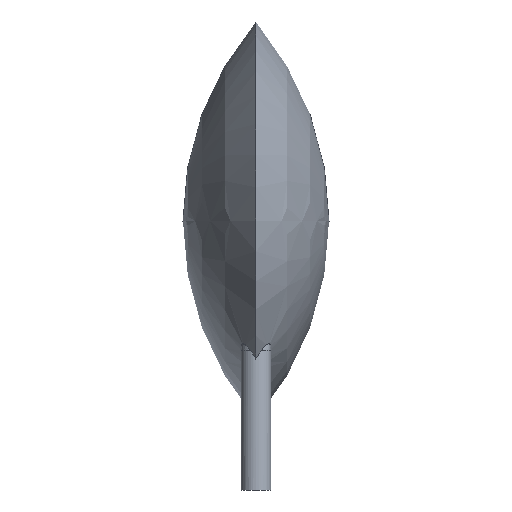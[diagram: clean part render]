
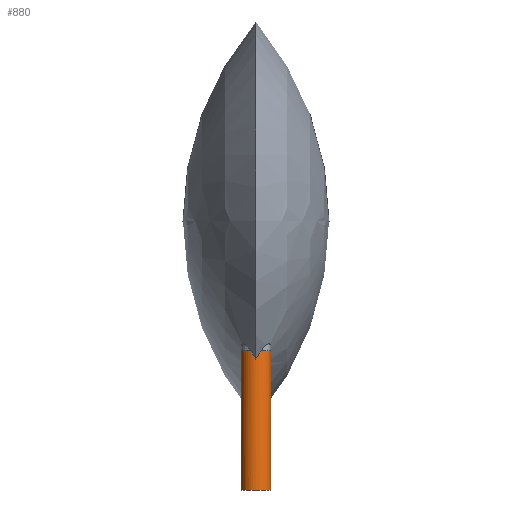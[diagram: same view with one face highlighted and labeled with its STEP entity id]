
A CAD part, left-side view. The second image highlights one B-rep face of the part: STEP entity #880.
In plain terms, the highlighted cylindrical face has radius 0.45 mm (diameter 0.9 mm), a full revolution.
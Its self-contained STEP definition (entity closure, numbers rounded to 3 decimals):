
#346 = VERTEX_POINT('',#347);
#347 = CARTESIAN_POINT('',(-3.425,0.,1.174));
#354 = EDGE_CURVE('',#346,#355,#357,.T.);
#355 = VERTEX_POINT('',#356);
#356 = CARTESIAN_POINT('',(-3.787,0.441,2.2));
#357 = B_SPLINE_CURVE_WITH_KNOTS('',8,(#358,#359,#360,#361,#362,#363,
#364,#365,#366,#367,#368,#369,#370,#371,#372,#373,#374,#375,#376,
#377,#378,#379,#380),.UNSPECIFIED.,.F.,.F.,(9,7,7,9),(0.,
0.493,0.751,1.),.UNSPECIFIED.);
#358 = CARTESIAN_POINT('',(-3.425,0.,1.174));
#359 = CARTESIAN_POINT('',(-3.425,0.041,1.233));
#360 = CARTESIAN_POINT('',(-3.429,0.081,
1.295));
#361 = CARTESIAN_POINT('',(-3.438,0.12,1.358
));
#362 = CARTESIAN_POINT('',(-3.449,0.156,1.422
));
#363 = CARTESIAN_POINT('',(-3.464,0.191,1.487
));
#364 = CARTESIAN_POINT('',(-3.481,0.223,1.553
));
#365 = CARTESIAN_POINT('',(-3.502,0.254,1.618)
);
#366 = CARTESIAN_POINT('',(-3.536,0.297,1.718
));
#367 = CARTESIAN_POINT('',(-3.549,0.311,1.752)
);
#368 = CARTESIAN_POINT('',(-3.562,0.325,1.787
));
#369 = CARTESIAN_POINT('',(-3.576,0.338,1.821
));
#370 = CARTESIAN_POINT('',(-3.591,0.35,1.855
));
#371 = CARTESIAN_POINT('',(-3.607,0.362,1.889
));
#372 = CARTESIAN_POINT('',(-3.623,0.373,1.922)
);
#373 = CARTESIAN_POINT('',(-3.656,0.393,1.987)
);
#374 = CARTESIAN_POINT('',(-3.672,0.403,2.019
));
#375 = CARTESIAN_POINT('',(-3.69,0.411,2.051
));
#376 = CARTESIAN_POINT('',(-3.708,0.419,2.082
));
#377 = CARTESIAN_POINT('',(-3.727,0.426,2.112
));
#378 = CARTESIAN_POINT('',(-3.746,0.432,2.142)
);
#379 = CARTESIAN_POINT('',(-3.766,0.437,2.171)
);
#380 = CARTESIAN_POINT('',(-3.787,0.441,2.2));
#383 = VERTEX_POINT('',#384);
#384 = CARTESIAN_POINT('',(-4.294,0.164,2.2));
#509 = EDGE_CURVE('',#383,#510,#512,.T.);
#510 = VERTEX_POINT('',#511);
#511 = CARTESIAN_POINT('',(-4.325,0.,1.941));
#512 = B_SPLINE_CURVE_WITH_KNOTS('',7,(#513,#514,#515,#516,#517,#518,
#519,#520),.UNSPECIFIED.,.F.,.F.,(8,8),(0.,1.),
.PIECEWISE_BEZIER_KNOTS.);
#513 = CARTESIAN_POINT('',(-4.294,0.164,2.2));
#514 = CARTESIAN_POINT('',(-4.302,0.143,2.17
));
#515 = CARTESIAN_POINT('',(-4.31,0.121,2.137)
);
#516 = CARTESIAN_POINT('',(-4.316,0.098,
2.102));
#517 = CARTESIAN_POINT('',(-4.32,0.074,
2.064));
#518 = CARTESIAN_POINT('',(-4.323,0.049,
2.024));
#519 = CARTESIAN_POINT('',(-4.325,0.024,1.983));
#520 = CARTESIAN_POINT('',(-4.325,0.,1.941));
#547 = EDGE_CURVE('',#510,#548,#550,.T.);
#548 = VERTEX_POINT('',#549);
#549 = CARTESIAN_POINT('',(-4.294,-0.164,2.2));
#550 = B_SPLINE_CURVE_WITH_KNOTS('',7,(#551,#552,#553,#554,#555,#556,
#557,#558),.UNSPECIFIED.,.F.,.F.,(8,8),(0.,1.),
.PIECEWISE_BEZIER_KNOTS.);
#551 = CARTESIAN_POINT('',(-4.325,0.,1.941));
#552 = CARTESIAN_POINT('',(-4.325,-0.024,1.983));
#553 = CARTESIAN_POINT('',(-4.323,-0.049,
2.024));
#554 = CARTESIAN_POINT('',(-4.32,-0.074,
2.064));
#555 = CARTESIAN_POINT('',(-4.316,-0.098,
2.102));
#556 = CARTESIAN_POINT('',(-4.31,-0.121,
2.137));
#557 = CARTESIAN_POINT('',(-4.302,-0.143,
2.17));
#558 = CARTESIAN_POINT('',(-4.294,-0.164,2.2));
#653 = VERTEX_POINT('',#654);
#654 = CARTESIAN_POINT('',(-3.787,-0.441,2.2));
#694 = EDGE_CURVE('',#653,#346,#695,.T.);
#695 = B_SPLINE_CURVE_WITH_KNOTS('',7,(#696,#697,#698,#699,#700,#701,
#702,#703,#704,#705,#706,#707,#708,#709,#710,#711,#712,#713,#714,
#715),.UNSPECIFIED.,.F.,.F.,(8,6,6,8),(0.,0.249,
0.618,1.),.UNSPECIFIED.);
#696 = CARTESIAN_POINT('',(-3.787,-0.441,2.2));
#697 = CARTESIAN_POINT('',(-3.763,-0.437,
2.167));
#698 = CARTESIAN_POINT('',(-3.74,-0.43,2.134
));
#699 = CARTESIAN_POINT('',(-3.718,-0.423,
2.099));
#700 = CARTESIAN_POINT('',(-3.697,-0.415,
2.064));
#701 = CARTESIAN_POINT('',(-3.677,-0.405,
2.028));
#702 = CARTESIAN_POINT('',(-3.658,-0.395,
1.992));
#703 = CARTESIAN_POINT('',(-3.612,-0.367,
1.901));
#704 = CARTESIAN_POINT('',(-3.586,-0.348,
1.846));
#705 = CARTESIAN_POINT('',(-3.563,-0.327,1.79
));
#706 = CARTESIAN_POINT('',(-3.541,-0.305,
1.734));
#707 = CARTESIAN_POINT('',(-3.521,-0.281,1.678
));
#708 = CARTESIAN_POINT('',(-3.503,-0.255,1.622)
);
#709 = CARTESIAN_POINT('',(-3.471,-0.2,1.508
));
#710 = CARTESIAN_POINT('',(-3.456,-0.17,
1.45));
#711 = CARTESIAN_POINT('',(-3.444,-0.139,1.393
));
#712 = CARTESIAN_POINT('',(-3.435,-0.106,
1.337));
#713 = CARTESIAN_POINT('',(-3.428,-0.072,
1.281));
#714 = CARTESIAN_POINT('',(-3.425,-0.037,1.226));
#715 = CARTESIAN_POINT('',(-3.425,0.,1.174));
#880 = ADVANCED_FACE('',(#881),#926,.T.);
#881 = FACE_BOUND('',#882,.F.);
#882 = EDGE_LOOP('',(#883,#892,#900,#907,#908,#909,#916,#917,#918,#925)
);
#883 = ORIENTED_EDGE('',*,*,#884,.F.);
#884 = EDGE_CURVE('',#885,#885,#887,.T.);
#885 = VERTEX_POINT('',#886);
#886 = CARTESIAN_POINT('',(-3.875,-0.45,-2.));
#887 = CIRCLE('',#888,0.45);
#888 = AXIS2_PLACEMENT_3D('',#889,#890,#891);
#889 = CARTESIAN_POINT('',(-3.875,0.,-2.));
#890 = DIRECTION('',(-0.,0.,1.));
#891 = DIRECTION('',(0.,-1.,0.));
#892 = ORIENTED_EDGE('',*,*,#893,.T.);
#893 = EDGE_CURVE('',#885,#894,#896,.T.);
#894 = VERTEX_POINT('',#895);
#895 = CARTESIAN_POINT('',(-3.875,-0.45,2.2));
#896 = LINE('',#897,#898);
#897 = CARTESIAN_POINT('',(-3.875,-0.45,-2.));
#898 = VECTOR('',#899,1.);
#899 = DIRECTION('',(0.,0.,1.));
#900 = ORIENTED_EDGE('',*,*,#901,.T.);
#901 = EDGE_CURVE('',#894,#653,#902,.T.);
#902 = CIRCLE('',#903,0.45);
#903 = AXIS2_PLACEMENT_3D('',#904,#905,#906);
#904 = CARTESIAN_POINT('',(-3.875,0.,2.2));
#905 = DIRECTION('',(-0.,0.,1.));
#906 = DIRECTION('',(0.,-1.,0.));
#907 = ORIENTED_EDGE('',*,*,#694,.T.);
#908 = ORIENTED_EDGE('',*,*,#354,.T.);
#909 = ORIENTED_EDGE('',*,*,#910,.T.);
#910 = EDGE_CURVE('',#355,#383,#911,.T.);
#911 = CIRCLE('',#912,0.45);
#912 = AXIS2_PLACEMENT_3D('',#913,#914,#915);
#913 = CARTESIAN_POINT('',(-3.875,0.,2.2));
#914 = DIRECTION('',(-0.,0.,1.));
#915 = DIRECTION('',(0.,-1.,0.));
#916 = ORIENTED_EDGE('',*,*,#509,.T.);
#917 = ORIENTED_EDGE('',*,*,#547,.T.);
#918 = ORIENTED_EDGE('',*,*,#919,.T.);
#919 = EDGE_CURVE('',#548,#894,#920,.T.);
#920 = CIRCLE('',#921,0.45);
#921 = AXIS2_PLACEMENT_3D('',#922,#923,#924);
#922 = CARTESIAN_POINT('',(-3.875,0.,2.2));
#923 = DIRECTION('',(-0.,0.,1.));
#924 = DIRECTION('',(0.,-1.,0.));
#925 = ORIENTED_EDGE('',*,*,#893,.F.);
#926 = CYLINDRICAL_SURFACE('',#927,0.45);
#927 = AXIS2_PLACEMENT_3D('',#928,#929,#930);
#928 = CARTESIAN_POINT('',(-3.875,0.,-2.));
#929 = DIRECTION('',(-0.,0.,-1.));
#930 = DIRECTION('',(0.,-1.,0.));
